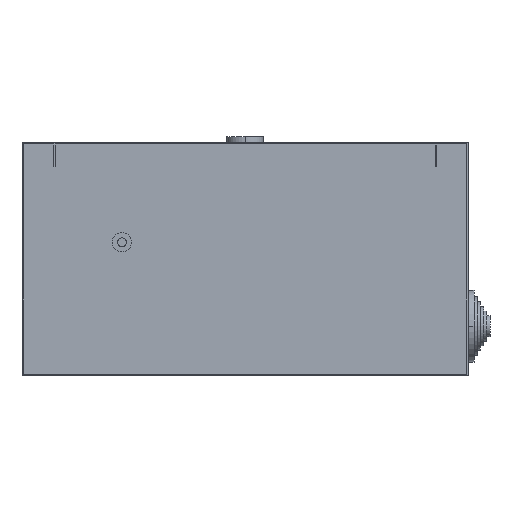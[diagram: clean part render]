
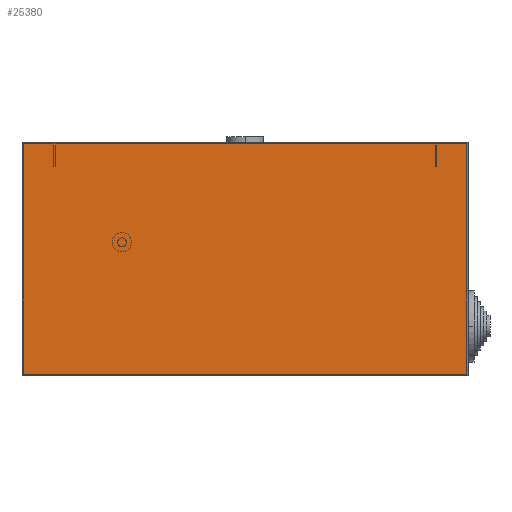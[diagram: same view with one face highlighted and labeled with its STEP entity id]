
A CAD part, left-side view. The second image highlights one B-rep face of the part: STEP entity #25380.
In plain terms, the highlighted planar face has unit normal (-1, 0, 0).
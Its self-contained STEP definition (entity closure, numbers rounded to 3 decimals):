
#1180 = FACE_OUTER_BOUND ( 'NONE', #63497, .T. ) ;
#5212 = VERTEX_POINT ( 'NONE', #35177 ) ;
#5414 = AXIS2_PLACEMENT_3D ( 'NONE', #19858, #63734, #79065 ) ;
#5526 = DIRECTION ( 'NONE',  ( 0., -1., 0. ) ) ;
#9245 = VERTEX_POINT ( 'NONE', #53400 ) ;
#9910 = LINE ( 'NONE', #23898, #41521 ) ;
#15101 = DIRECTION ( 'NONE',  ( 0., 0., -1. ) ) ;
#19858 = CARTESIAN_POINT ( 'NONE',  ( -210., 0., 0. ) ) ;
#22061 = CARTESIAN_POINT ( 'NONE',  ( -210., -134., 139.2 ) ) ;
#23898 = CARTESIAN_POINT ( 'NONE',  ( -210., 134., 139.2 ) ) ;
#25005 = ORIENTED_EDGE ( 'NONE', *, *, #33509, .F. ) ;
#25380 = ADVANCED_FACE ( 'NONE', ( #1180 ), #53962, .F. ) ;
#29281 = CARTESIAN_POINT ( 'NONE',  ( -210., 0., -0.8 ) ) ;
#29805 = EDGE_CURVE ( 'NONE', #39049, #9245, #91424, .T. ) ;
#31630 = CARTESIAN_POINT ( 'NONE',  ( -210., 134., 139.2 ) ) ;
#31676 = EDGE_CURVE ( 'NONE', #9245, #70745, #9910, .T. ) ;
#33509 = EDGE_CURVE ( 'NONE', #39049, #5212, #76223, .T. ) ;
#34675 = VECTOR ( 'NONE', #91936, 1000. ) ;
#35177 = CARTESIAN_POINT ( 'NONE',  ( -210., -134., -0.8 ) ) ;
#39049 = VERTEX_POINT ( 'NONE', #47553 ) ;
#41521 = VECTOR ( 'NONE', #53926, 1000. ) ;
#44514 = ORIENTED_EDGE ( 'NONE', *, *, #29805, .T. ) ;
#47553 = CARTESIAN_POINT ( 'NONE',  ( -210., -134., 139.2 ) ) ;
#48038 = VECTOR ( 'NONE', #15101, 1000. ) ;
#53400 = CARTESIAN_POINT ( 'NONE',  ( -210., 134., 139.2 ) ) ;
#53926 = DIRECTION ( 'NONE',  ( 0., 0., -1. ) ) ;
#53962 = PLANE ( 'NONE',  #5414 ) ;
#55005 = ORIENTED_EDGE ( 'NONE', *, *, #31676, .T. ) ;
#56602 = EDGE_CURVE ( 'NONE', #70745, #5212, #89543, .T. ) ;
#58525 = ORIENTED_EDGE ( 'NONE', *, *, #56602, .T. ) ;
#63497 = EDGE_LOOP ( 'NONE', ( #58525, #25005, #44514, #55005 ) ) ;
#63734 = DIRECTION ( 'NONE',  ( 1., 0., 0. ) ) ;
#70745 = VERTEX_POINT ( 'NONE', #79195 ) ;
#76223 = LINE ( 'NONE', #22061, #48038 ) ;
#79065 = DIRECTION ( 'NONE',  ( 0., 0., -1. ) ) ;
#79195 = CARTESIAN_POINT ( 'NONE',  ( -210., 134., -0.8 ) ) ;
#81709 = VECTOR ( 'NONE', #5526, 1000. ) ;
#89543 = LINE ( 'NONE', #29281, #81709 ) ;
#91424 = LINE ( 'NONE', #31630, #34675 ) ;
#91936 = DIRECTION ( 'NONE',  ( 0., 1., 0. ) ) ;
